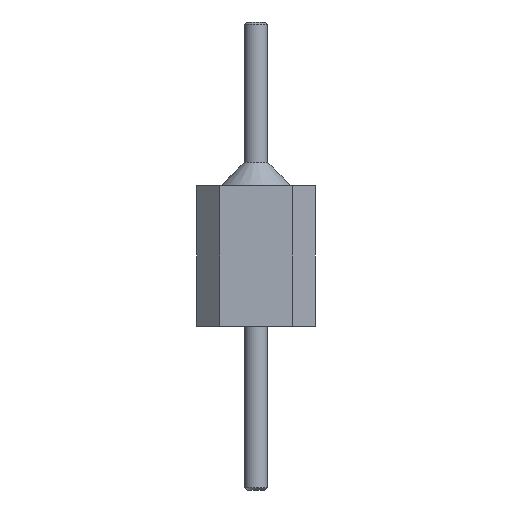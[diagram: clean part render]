
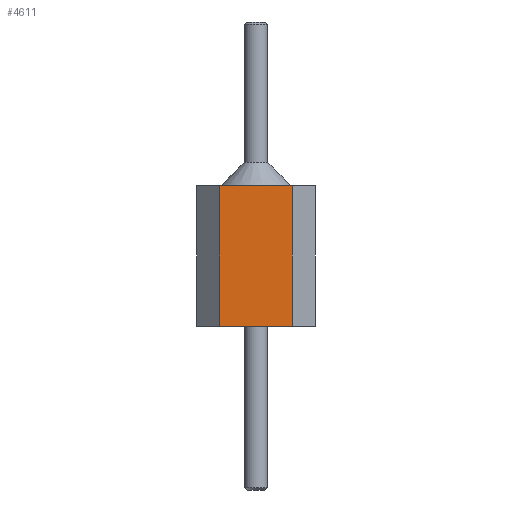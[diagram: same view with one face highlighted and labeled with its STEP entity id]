
A CAD part, front view. The second image highlights one B-rep face of the part: STEP entity #4611.
In plain terms, the highlighted planar face has unit normal (0, -1, 0).
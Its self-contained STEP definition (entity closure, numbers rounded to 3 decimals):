
#1055 = PLANE('',#1056);
#1056 = AXIS2_PLACEMENT_3D('',#1057,#1058,#1059);
#1057 = CARTESIAN_POINT('',(0.,24.13,3.));
#1058 = DIRECTION('',(0.,0.,1.));
#1059 = DIRECTION('',(0.,1.,0.));
#1109 = PLANE('',#1110);
#1110 = AXIS2_PLACEMENT_3D('',#1111,#1112,#1113);
#1111 = CARTESIAN_POINT('',(0.,24.13,
    0.));
#1112 = DIRECTION('',(0.,0.,-1.));
#1113 = DIRECTION('',(0.,-1.,0.));
#4351 = PLANE('',#4352);
#4352 = AXIS2_PLACEMENT_3D('',#4353,#4354,#4355);
#4353 = CARTESIAN_POINT('',(-1.27,-0.775,0.));
#4354 = DIRECTION('',(0.707,0.707,0.));
#4355 = DIRECTION('',(0.707,-0.707,0.));
#4465 = VERTEX_POINT('',#4466);
#4466 = CARTESIAN_POINT('',(-0.775,-1.27,3.));
#4487 = EDGE_CURVE('',#4488,#4465,#4490,.T.);
#4488 = VERTEX_POINT('',#4489);
#4489 = CARTESIAN_POINT('',(-0.775,-1.27,0.));
#4490 = SURFACE_CURVE('',#4491,(#4495,#4502),.PCURVE_S1.);
#4491 = LINE('',#4492,#4493);
#4492 = CARTESIAN_POINT('',(-0.775,-1.27,0.));
#4493 = VECTOR('',#4494,1.);
#4494 = DIRECTION('',(0.,0.,1.));
#4495 = PCURVE('',#4351,#4496);
#4496 = DEFINITIONAL_REPRESENTATION('',(#4497),#4501);
#4497 = LINE('',#4498,#4499);
#4498 = CARTESIAN_POINT('',(0.7,0.));
#4499 = VECTOR('',#4500,1.);
#4500 = DIRECTION('',(0.,-1.));
#4501 = ( GEOMETRIC_REPRESENTATION_CONTEXT(2) 
PARAMETRIC_REPRESENTATION_CONTEXT() REPRESENTATION_CONTEXT('2D SPACE',''
  ) );
#4502 = PCURVE('',#4503,#4508);
#4503 = PLANE('',#4504);
#4504 = AXIS2_PLACEMENT_3D('',#4505,#4506,#4507);
#4505 = CARTESIAN_POINT('',(-0.775,-1.27,0.));
#4506 = DIRECTION('',(0.,1.,0.));
#4507 = DIRECTION('',(1.,0.,0.));
#4508 = DEFINITIONAL_REPRESENTATION('',(#4509),#4513);
#4509 = LINE('',#4510,#4511);
#4510 = CARTESIAN_POINT('',(0.,0.));
#4511 = VECTOR('',#4512,1.);
#4512 = DIRECTION('',(0.,-1.));
#4513 = ( GEOMETRIC_REPRESENTATION_CONTEXT(2) 
PARAMETRIC_REPRESENTATION_CONTEXT() REPRESENTATION_CONTEXT('2D SPACE',''
  ) );
#4611 = ADVANCED_FACE('',(#4612),#4503,.F.);
#4612 = FACE_BOUND('',#4613,.F.);
#4613 = EDGE_LOOP('',(#4614,#4615,#4638,#4666));
#4614 = ORIENTED_EDGE('',*,*,#4487,.T.);
#4615 = ORIENTED_EDGE('',*,*,#4616,.T.);
#4616 = EDGE_CURVE('',#4465,#4617,#4619,.T.);
#4617 = VERTEX_POINT('',#4618);
#4618 = CARTESIAN_POINT('',(0.775,-1.27,3.));
#4619 = SURFACE_CURVE('',#4620,(#4624,#4631),.PCURVE_S1.);
#4620 = LINE('',#4621,#4622);
#4621 = CARTESIAN_POINT('',(-0.775,-1.27,3.));
#4622 = VECTOR('',#4623,1.);
#4623 = DIRECTION('',(1.,0.,0.));
#4624 = PCURVE('',#4503,#4625);
#4625 = DEFINITIONAL_REPRESENTATION('',(#4626),#4630);
#4626 = LINE('',#4627,#4628);
#4627 = CARTESIAN_POINT('',(0.,-3.));
#4628 = VECTOR('',#4629,1.);
#4629 = DIRECTION('',(1.,0.));
#4630 = ( GEOMETRIC_REPRESENTATION_CONTEXT(2) 
PARAMETRIC_REPRESENTATION_CONTEXT() REPRESENTATION_CONTEXT('2D SPACE',''
  ) );
#4631 = PCURVE('',#1055,#4632);
#4632 = DEFINITIONAL_REPRESENTATION('',(#4633),#4637);
#4633 = LINE('',#4634,#4635);
#4634 = CARTESIAN_POINT('',(-25.4,0.775));
#4635 = VECTOR('',#4636,1.);
#4636 = DIRECTION('',(0.,-1.));
#4637 = ( GEOMETRIC_REPRESENTATION_CONTEXT(2) 
PARAMETRIC_REPRESENTATION_CONTEXT() REPRESENTATION_CONTEXT('2D SPACE',''
  ) );
#4638 = ORIENTED_EDGE('',*,*,#4639,.F.);
#4639 = EDGE_CURVE('',#4640,#4617,#4642,.T.);
#4640 = VERTEX_POINT('',#4641);
#4641 = CARTESIAN_POINT('',(0.775,-1.27,0.));
#4642 = SURFACE_CURVE('',#4643,(#4647,#4654),.PCURVE_S1.);
#4643 = LINE('',#4644,#4645);
#4644 = CARTESIAN_POINT('',(0.775,-1.27,0.));
#4645 = VECTOR('',#4646,1.);
#4646 = DIRECTION('',(0.,0.,1.));
#4647 = PCURVE('',#4503,#4648);
#4648 = DEFINITIONAL_REPRESENTATION('',(#4649),#4653);
#4649 = LINE('',#4650,#4651);
#4650 = CARTESIAN_POINT('',(1.55,0.));
#4651 = VECTOR('',#4652,1.);
#4652 = DIRECTION('',(0.,-1.));
#4653 = ( GEOMETRIC_REPRESENTATION_CONTEXT(2) 
PARAMETRIC_REPRESENTATION_CONTEXT() REPRESENTATION_CONTEXT('2D SPACE',''
  ) );
#4654 = PCURVE('',#4655,#4660);
#4655 = PLANE('',#4656);
#4656 = AXIS2_PLACEMENT_3D('',#4657,#4658,#4659);
#4657 = CARTESIAN_POINT('',(0.775,-1.27,0.));
#4658 = DIRECTION('',(-0.707,0.707,0.));
#4659 = DIRECTION('',(0.707,0.707,0.));
#4660 = DEFINITIONAL_REPRESENTATION('',(#4661),#4665);
#4661 = LINE('',#4662,#4663);
#4662 = CARTESIAN_POINT('',(0.,0.));
#4663 = VECTOR('',#4664,1.);
#4664 = DIRECTION('',(0.,-1.));
#4665 = ( GEOMETRIC_REPRESENTATION_CONTEXT(2) 
PARAMETRIC_REPRESENTATION_CONTEXT() REPRESENTATION_CONTEXT('2D SPACE',''
  ) );
#4666 = ORIENTED_EDGE('',*,*,#4667,.F.);
#4667 = EDGE_CURVE('',#4488,#4640,#4668,.T.);
#4668 = SURFACE_CURVE('',#4669,(#4673,#4680),.PCURVE_S1.);
#4669 = LINE('',#4670,#4671);
#4670 = CARTESIAN_POINT('',(-0.775,-1.27,0.));
#4671 = VECTOR('',#4672,1.);
#4672 = DIRECTION('',(1.,0.,0.));
#4673 = PCURVE('',#4503,#4674);
#4674 = DEFINITIONAL_REPRESENTATION('',(#4675),#4679);
#4675 = LINE('',#4676,#4677);
#4676 = CARTESIAN_POINT('',(0.,0.));
#4677 = VECTOR('',#4678,1.);
#4678 = DIRECTION('',(1.,0.));
#4679 = ( GEOMETRIC_REPRESENTATION_CONTEXT(2) 
PARAMETRIC_REPRESENTATION_CONTEXT() REPRESENTATION_CONTEXT('2D SPACE',''
  ) );
#4680 = PCURVE('',#1109,#4681);
#4681 = DEFINITIONAL_REPRESENTATION('',(#4682),#4686);
#4682 = LINE('',#4683,#4684);
#4683 = CARTESIAN_POINT('',(25.4,0.775));
#4684 = VECTOR('',#4685,1.);
#4685 = DIRECTION('',(0.,-1.));
#4686 = ( GEOMETRIC_REPRESENTATION_CONTEXT(2) 
PARAMETRIC_REPRESENTATION_CONTEXT() REPRESENTATION_CONTEXT('2D SPACE',''
  ) );
